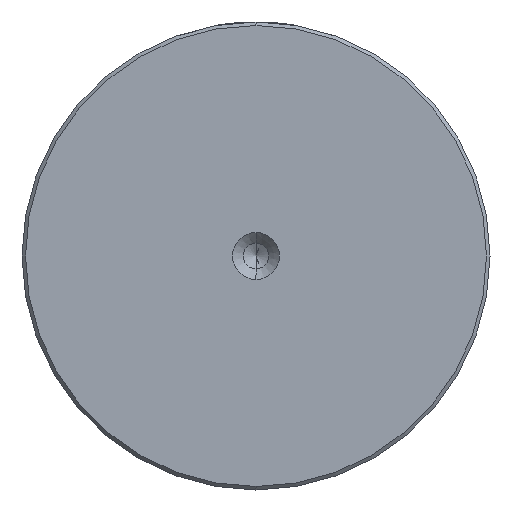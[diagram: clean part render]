
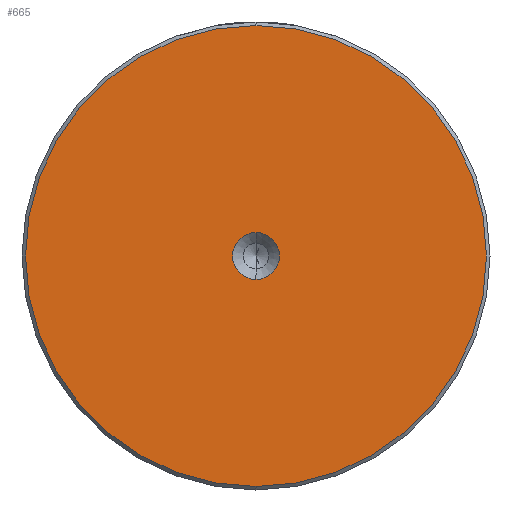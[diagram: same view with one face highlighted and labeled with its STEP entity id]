
A CAD part, left-side view. The second image highlights one B-rep face of the part: STEP entity #665.
In plain terms, the highlighted planar face has unit normal (-1, 0, 0).
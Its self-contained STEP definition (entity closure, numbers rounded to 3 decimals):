
#18 = CIRCLE ( 'NONE', #1408, 3.3 ) ;
#147 = DIRECTION ( 'NONE',  ( 0., 0., 1. ) ) ;
#155 = DIRECTION ( 'NONE',  ( -1., 0., 0. ) ) ;
#164 = CIRCLE ( 'NONE', #1836, 32.5 ) ;
#236 = AXIS2_PLACEMENT_3D ( 'NONE', #725, #155, #147 ) ;
#324 = ORIENTED_EDGE ( 'NONE', *, *, #840, .F. ) ;
#335 = PLANE ( 'NONE',  #236 ) ;
#470 = EDGE_LOOP ( 'NONE', ( #594, #2056 ) ) ;
#512 = DIRECTION ( 'NONE',  ( -1., 0., 0. ) ) ;
#579 = AXIS2_PLACEMENT_3D ( 'NONE', #1014, #2395, #1213 ) ;
#594 = ORIENTED_EDGE ( 'NONE', *, *, #2084, .T. ) ;
#665 = ADVANCED_FACE ( 'NONE', ( #1729, #1783 ), #335, .T. ) ;
#689 = EDGE_LOOP ( 'NONE', ( #324, #1890 ) ) ;
#725 = CARTESIAN_POINT ( 'NONE',  ( 0., 0., 0. ) ) ;
#840 = EDGE_CURVE ( 'NONE', #1337, #1307, #18, .T. ) ;
#948 = CARTESIAN_POINT ( 'NONE',  ( 0., 0., 0. ) ) ;
#960 = EDGE_CURVE ( 'NONE', #1307, #1337, #2391, .T. ) ;
#1005 = CARTESIAN_POINT ( 'NONE',  ( 0., 0., -3.3 ) ) ;
#1014 = CARTESIAN_POINT ( 'NONE',  ( 0., 0., 0. ) ) ;
#1140 = DIRECTION ( 'NONE',  ( 0., 0., 1. ) ) ;
#1155 = DIRECTION ( 'NONE',  ( 0., 0., 1. ) ) ;
#1213 = DIRECTION ( 'NONE',  ( 0., 0., 1. ) ) ;
#1307 = VERTEX_POINT ( 'NONE', #1005 ) ;
#1337 = VERTEX_POINT ( 'NONE', #2213 ) ;
#1408 = AXIS2_PLACEMENT_3D ( 'NONE', #1740, #1545, #1155 ) ;
#1545 = DIRECTION ( 'NONE',  ( -1., 0., 0. ) ) ;
#1557 = CARTESIAN_POINT ( 'NONE',  ( 0., 0., -32.5 ) ) ;
#1685 = CARTESIAN_POINT ( 'NONE',  ( 0., 0., 0. ) ) ;
#1729 = FACE_OUTER_BOUND ( 'NONE', #470, .T. ) ;
#1740 = CARTESIAN_POINT ( 'NONE',  ( 0., 0., 0. ) ) ;
#1783 = FACE_BOUND ( 'NONE', #689, .T. ) ;
#1836 = AXIS2_PLACEMENT_3D ( 'NONE', #948, #2327, #1140 ) ;
#1877 = VERTEX_POINT ( 'NONE', #1918 ) ;
#1887 = DIRECTION ( 'NONE',  ( 0., 0., 1. ) ) ;
#1890 = ORIENTED_EDGE ( 'NONE', *, *, #960, .F. ) ;
#1903 = EDGE_CURVE ( 'NONE', #1877, #2400, #164, .T. ) ;
#1918 = CARTESIAN_POINT ( 'NONE',  ( 0., 0., 32.5 ) ) ;
#2056 = ORIENTED_EDGE ( 'NONE', *, *, #1903, .T. ) ;
#2084 = EDGE_CURVE ( 'NONE', #2400, #1877, #2348, .T. ) ;
#2121 = AXIS2_PLACEMENT_3D ( 'NONE', #1685, #512, #1887 ) ;
#2213 = CARTESIAN_POINT ( 'NONE',  ( 0., 0., 3.3 ) ) ;
#2327 = DIRECTION ( 'NONE',  ( -1., 0., 0. ) ) ;
#2348 = CIRCLE ( 'NONE', #2121, 32.5 ) ;
#2391 = CIRCLE ( 'NONE', #579, 3.3 ) ;
#2395 = DIRECTION ( 'NONE',  ( -1., 0., 0. ) ) ;
#2400 = VERTEX_POINT ( 'NONE', #1557 ) ;
